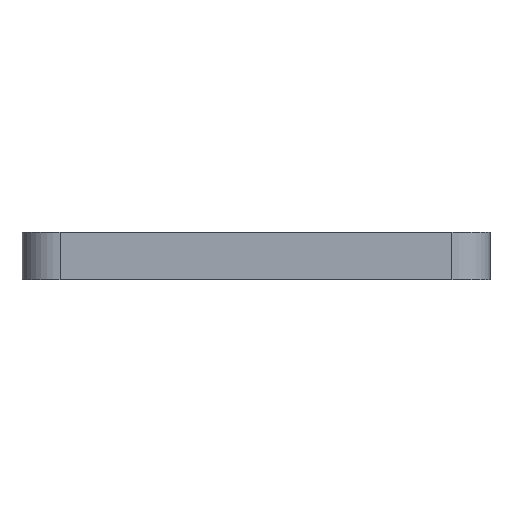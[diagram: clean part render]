
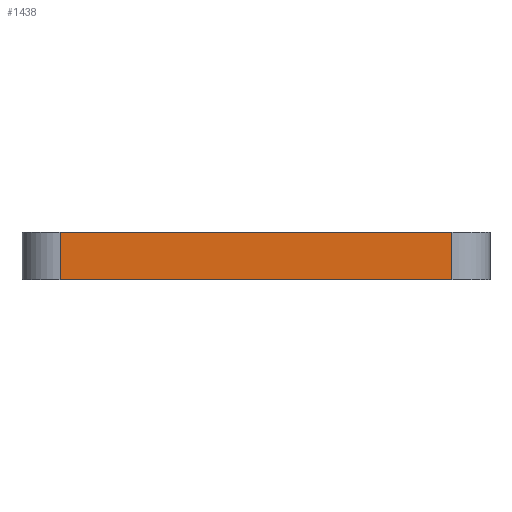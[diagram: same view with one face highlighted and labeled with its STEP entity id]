
A CAD part, left-side view. The second image highlights one B-rep face of the part: STEP entity #1438.
In plain terms, the highlighted planar face has unit normal (-1, 0, 0).
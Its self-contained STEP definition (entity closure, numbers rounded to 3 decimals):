
#91 = CARTESIAN_POINT ( 'NONE',  ( -34.15, -20.6, -5. ) ) ;
#98 = LINE ( 'NONE', #951, #1949 ) ;
#117 = VECTOR ( 'NONE', #1746, 1000. ) ;
#158 = CARTESIAN_POINT ( 'NONE',  ( -34.15, -24.6, -5. ) ) ;
#221 = VECTOR ( 'NONE', #870, 1000. ) ;
#318 = DIRECTION ( 'NONE',  ( 0., 0., 1. ) ) ;
#342 = CARTESIAN_POINT ( 'NONE',  ( -34.15, 20.6, -5. ) ) ;
#490 = DIRECTION ( 'NONE',  ( 0., 0., -1. ) ) ;
#513 = VERTEX_POINT ( 'NONE', #1210 ) ;
#613 = PLANE ( 'NONE',  #2043 ) ;
#716 = LINE ( 'NONE', #2163, #1109 ) ;
#800 = VERTEX_POINT ( 'NONE', #91 ) ;
#870 = DIRECTION ( 'NONE',  ( 0., -1., 0. ) ) ;
#951 = CARTESIAN_POINT ( 'NONE',  ( -34.15, -20.6, -5. ) ) ;
#1072 = DIRECTION ( 'NONE',  ( 0., 0., 1. ) ) ;
#1109 = VECTOR ( 'NONE', #490, 1000. ) ;
#1152 = VERTEX_POINT ( 'NONE', #1317 ) ;
#1210 = CARTESIAN_POINT ( 'NONE',  ( -34.15, 20.6, 0. ) ) ;
#1239 = FACE_OUTER_BOUND ( 'NONE', #2150, .T. ) ;
#1317 = CARTESIAN_POINT ( 'NONE',  ( -34.15, -20.6, 0. ) ) ;
#1355 = VERTEX_POINT ( 'NONE', #342 ) ;
#1438 = ADVANCED_FACE ( 'NONE', ( #1239 ), #613, .T. ) ;
#1519 = EDGE_CURVE ( 'NONE', #513, #1355, #716, .T. ) ;
#1549 = ORIENTED_EDGE ( 'NONE', *, *, #2403, .F. ) ;
#1637 = EDGE_CURVE ( 'NONE', #800, #1152, #98, .T. ) ;
#1711 = ORIENTED_EDGE ( 'NONE', *, *, #2140, .T. ) ;
#1746 = DIRECTION ( 'NONE',  ( 0., -1., 0. ) ) ;
#1775 = LINE ( 'NONE', #1945, #117 ) ;
#1857 = DIRECTION ( 'NONE',  ( -1., 0., 0. ) ) ;
#1895 = CARTESIAN_POINT ( 'NONE',  ( -34.15, -24.6, -5. ) ) ;
#1945 = CARTESIAN_POINT ( 'NONE',  ( -34.15, -24.6, 0. ) ) ;
#1949 = VECTOR ( 'NONE', #318, 1000. ) ;
#2043 = AXIS2_PLACEMENT_3D ( 'NONE', #1895, #1857, #1072 ) ;
#2118 = ORIENTED_EDGE ( 'NONE', *, *, #1519, .T. ) ;
#2140 = EDGE_CURVE ( 'NONE', #1355, #800, #2508, .T. ) ;
#2150 = EDGE_LOOP ( 'NONE', ( #1549, #2118, #1711, #2742 ) ) ;
#2163 = CARTESIAN_POINT ( 'NONE',  ( -34.15, 20.6, -5. ) ) ;
#2403 = EDGE_CURVE ( 'NONE', #513, #1152, #1775, .T. ) ;
#2508 = LINE ( 'NONE', #158, #221 ) ;
#2742 = ORIENTED_EDGE ( 'NONE', *, *, #1637, .T. ) ;
